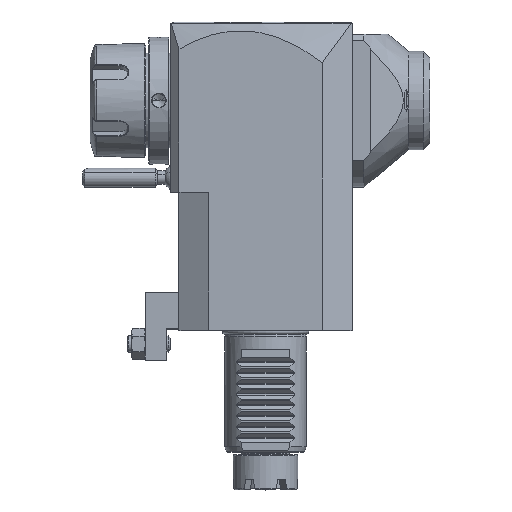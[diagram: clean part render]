
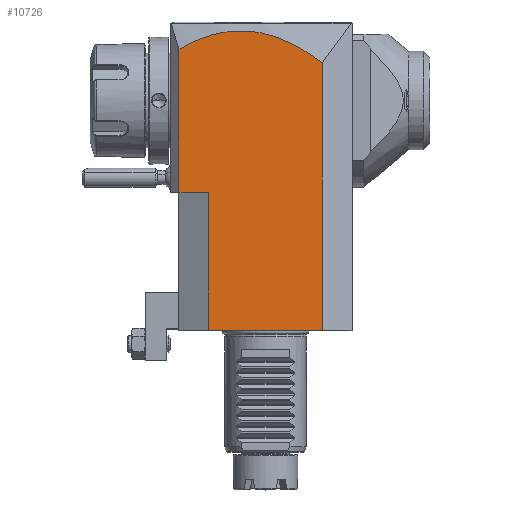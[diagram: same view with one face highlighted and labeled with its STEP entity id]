
A CAD part, top view. The second image highlights one B-rep face of the part: STEP entity #10726.
In plain terms, the highlighted planar face has unit normal (0, 0, 1).
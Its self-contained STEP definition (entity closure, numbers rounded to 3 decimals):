
#21=DIRECTION('',(-1.,0.,0.));
#22=VECTOR('',#21,42.);
#23=CARTESIAN_POINT('',(21.,0.,32.));
#24=LINE('',#23,#22);
#116=DIRECTION('',(1.,0.,0.));
#117=VECTOR('',#116,11.);
#118=CARTESIAN_POINT('',(-32.,51.,32.));
#119=LINE('',#118,#117);
#249=DIRECTION('',(0.,1.,0.));
#250=VECTOR('',#249,98.907);
#251=CARTESIAN_POINT('',(21.,0.,32.));
#252=LINE('',#251,#250);
#270=DIRECTION('',(0.,-1.,0.));
#271=VECTOR('',#270,52.883);
#272=CARTESIAN_POINT('',(-32.,103.883,32.));
#273=LINE('',#272,#271);
#274=CARTESIAN_POINT('',(21.,98.907,32.));
#275=CARTESIAN_POINT('',(16.774,102.25,32.));
#276=CARTESIAN_POINT('',(8.233,107.551,32.));
#277=CARTESIAN_POINT('',(-2.677,110.613,32.));
#278=CARTESIAN_POINT('',(-11.551,110.816,32.));
#279=CARTESIAN_POINT('',(-18.282,109.806,32.));
#280=CARTESIAN_POINT('',(-25.093,107.588,32.));
#281=CARTESIAN_POINT('',(-29.688,105.266,32.));
#282=CARTESIAN_POINT('',(-32.,103.883,32.));
#284=DIRECTION('',(0.,-1.,0.));
#285=VECTOR('',#284,51.);
#286=CARTESIAN_POINT('',(-21.,51.,32.));
#287=LINE('',#286,#285);
#9649=VERTEX_POINT('',#274);
#9650=VERTEX_POINT('',#282);
#9651=CARTESIAN_POINT('',(-32.,51.,32.));
#9652=VERTEX_POINT('',#9651);
#9704=CARTESIAN_POINT('',(-21.,51.,32.));
#9705=VERTEX_POINT('',#9704);
#10087=CARTESIAN_POINT('',(21.,0.,32.));
#10088=VERTEX_POINT('',#10087);
#10089=CARTESIAN_POINT('',(-21.,0.,32.));
#10090=VERTEX_POINT('',#10089);
#10711=CARTESIAN_POINT('',(-35.103,51.,32.));
#10712=DIRECTION('',(0.,0.,1.));
#10713=DIRECTION('',(1.,0.,0.));
#10714=AXIS2_PLACEMENT_3D('',#10711,#10712,#10713);
#10715=PLANE('',#10714);
#10716=ORIENTED_EDGE('',*,*,#10700,.F.);
#10717=ORIENTED_EDGE('',*,*,#10368,.T.);
#10719=ORIENTED_EDGE('',*,*,#10718,.F.);
#10720=ORIENTED_EDGE('',*,*,#10461,.F.);
#10721=ORIENTED_EDGE('',*,*,#10595,.F.);
#10723=ORIENTED_EDGE('',*,*,#10722,.F.);
#10724=EDGE_LOOP('',(#10716,#10717,#10719,#10720,#10721,#10723));
#10725=FACE_OUTER_BOUND('',#10724,.F.);
#283=B_SPLINE_CURVE_WITH_KNOTS('',3,(#274,#275,#276,#277,#278,#279,#280,#281,
#282),.UNSPECIFIED.,.F.,.F.,(4,1,1,1,1,1,4),(0.,0.25,0.5,0.625,0.75,
0.875,1.),.UNSPECIFIED.);
#10368=EDGE_CURVE('',#10088,#10090,#24,.T.);
#10461=EDGE_CURVE('',#9652,#9705,#119,.T.);
#10595=EDGE_CURVE('',#9650,#9652,#273,.T.);
#10700=EDGE_CURVE('',#10088,#9649,#252,.T.);
#10718=EDGE_CURVE('',#9705,#10090,#287,.T.);
#10722=EDGE_CURVE('',#9649,#9650,#283,.T.);
#10726=ADVANCED_FACE('',(#10725),#10715,.T.);
